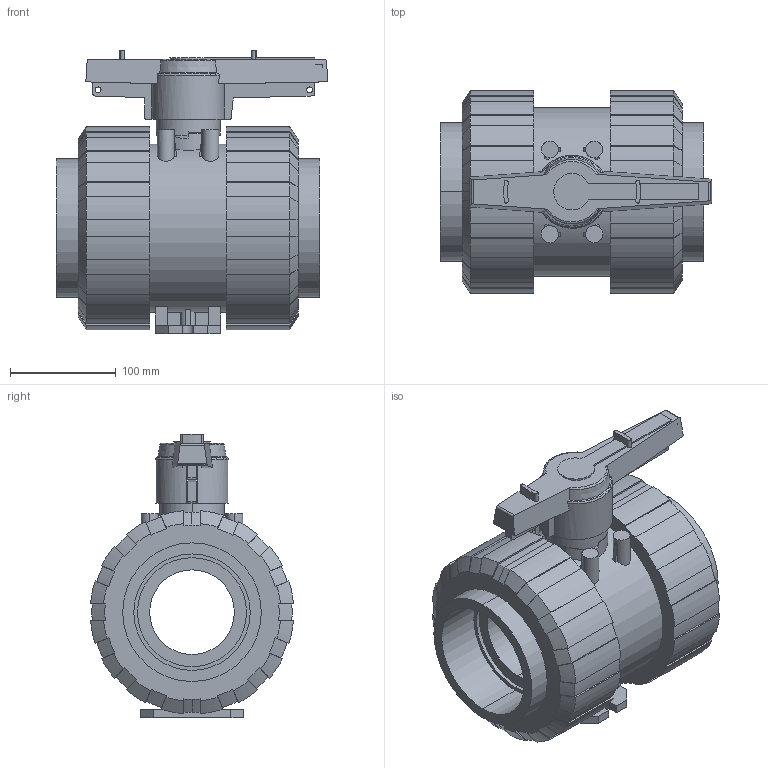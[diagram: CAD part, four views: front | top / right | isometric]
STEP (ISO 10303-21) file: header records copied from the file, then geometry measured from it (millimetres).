
FILE_DESCRIPTION(('STEP AP214'),'1');
FILE_NAME('cctmp_452E89B6-52BC-4036-BF68-8739A05CD5FA_2021_10_21_12_36_44_0250..stp','2021-10-21T10:36:44',('Praher Valves GmbH'),('CADClick - www.CADClick.com'),'Spatial InterOp 3D',' ','unknown authorization');
FILE_SCHEMA(('AUTOMOTIVE_DESIGN'));
Length unit declared in the file: millimetre
Products named in the file (7): cc_unnamed; 124294_5; 124294_4; 124294_3; 124294_2; 124294_1; 124294
Assembly tree (6 placements, depth 2):
  cc_unnamed
    124294_5
    124294_4
    124294_3
    124294_2
    124294_1
    124294
Bounding box: 256.5 x 191.86 x 268.4 mm (x, y, z)
Volume: 4741329.4 mm3; surface area: 550766.2 mm2
Topology: 6 solids, 6 shells, 445 faces, 1273 edges, 848 vertices
Faces by surface type: plane 217, cylinder 140, cone 80, torus 8
Entity records: 18912 total; most frequent: CARTESIAN_POINT 3580, ORIENTED_EDGE 2546, DIRECTION 2425, EDGE_CURVE 1273, AXIS2_PLACEMENT_3D 892, VERTEX_POINT 848, LINE 641, VECTOR 641
